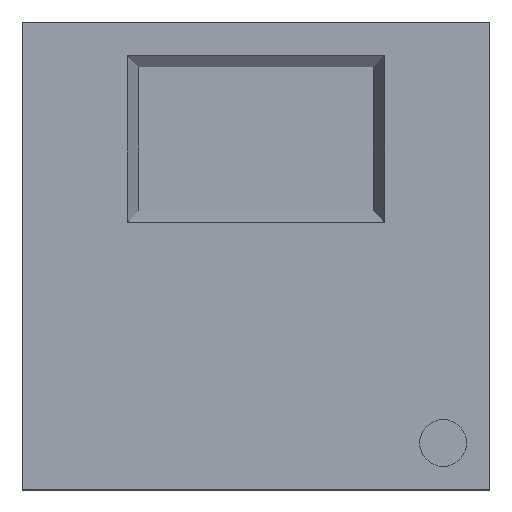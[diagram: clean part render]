
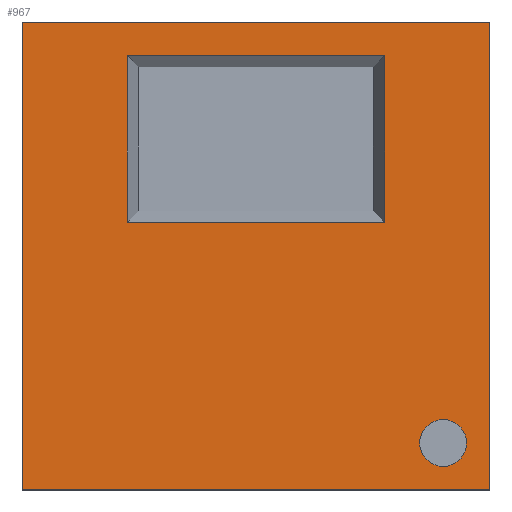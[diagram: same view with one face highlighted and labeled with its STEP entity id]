
A CAD part, top view. The second image highlights one B-rep face of the part: STEP entity #967.
In plain terms, the highlighted planar face has unit normal (0, 0, 1).
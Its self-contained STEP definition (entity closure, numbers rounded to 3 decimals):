
#2 = VECTOR ( 'NONE', #631, 1000. ) ;
#29 = AXIS2_PLACEMENT_3D ( 'NONE', #1199, #464, #1318 ) ;
#46 = LINE ( 'NONE', #312, #1024 ) ;
#106 = DIRECTION ( 'NONE',  ( 0., 0., 1. ) ) ;
#110 = VERTEX_POINT ( 'NONE', #213 ) ;
#131 = ORIENTED_EDGE ( 'NONE', *, *, #820, .T. ) ;
#168 = EDGE_LOOP ( 'NONE', ( #188, #455, #318, #351 ) ) ;
#188 = ORIENTED_EDGE ( 'NONE', *, *, #399, .F. ) ;
#209 = ORIENTED_EDGE ( 'NONE', *, *, #629, .F. ) ;
#212 = CARTESIAN_POINT ( 'NONE',  ( 3., 0., 0.9 ) ) ;
#213 = CARTESIAN_POINT ( 'NONE',  ( 2.325, 2.785, 0.9 ) ) ;
#271 = LINE ( 'NONE', #1540, #962 ) ;
#278 = VECTOR ( 'NONE', #1164, 1000. ) ;
#312 = CARTESIAN_POINT ( 'NONE',  ( 0., 3., 0.9 ) ) ;
#318 = ORIENTED_EDGE ( 'NONE', *, *, #984, .F. ) ;
#340 = EDGE_LOOP ( 'NONE', ( #209, #912 ) ) ;
#350 = LINE ( 'NONE', #712, #2 ) ;
#351 = ORIENTED_EDGE ( 'NONE', *, *, #1088, .F. ) ;
#365 = AXIS2_PLACEMENT_3D ( 'NONE', #510, #106, #1008 ) ;
#367 = CIRCLE ( 'NONE', #29, 0.15 ) ;
#389 = EDGE_CURVE ( 'NONE', #1100, #1297, #768, .T. ) ;
#390 = EDGE_CURVE ( 'NONE', #837, #914, #46, .T. ) ;
#399 = EDGE_CURVE ( 'NONE', #1297, #940, #350, .T. ) ;
#425 = EDGE_LOOP ( 'NONE', ( #825, #771, #131, #1535 ) ) ;
#427 = VERTEX_POINT ( 'NONE', #752 ) ;
#455 = ORIENTED_EDGE ( 'NONE', *, *, #389, .F. ) ;
#464 = DIRECTION ( 'NONE',  ( 0., 0., 1. ) ) ;
#487 = VECTOR ( 'NONE', #1266, 1000. ) ;
#510 = CARTESIAN_POINT ( 'NONE',  ( 2.7, 0.3, 0.9 ) ) ;
#520 = LINE ( 'NONE', #1235, #487 ) ;
#543 = CARTESIAN_POINT ( 'NONE',  ( 2.325, 1.715, 0.9 ) ) ;
#592 = CARTESIAN_POINT ( 'NONE',  ( 2.85, 0.3, 0.9 ) ) ;
#605 = EDGE_CURVE ( 'NONE', #914, #1361, #749, .T. ) ;
#629 = EDGE_CURVE ( 'NONE', #917, #427, #367, .T. ) ;
#631 = DIRECTION ( 'NONE',  ( 1., 0., 0. ) ) ;
#696 = CARTESIAN_POINT ( 'NONE',  ( 0.675, 2.785, 0.9 ) ) ;
#712 = CARTESIAN_POINT ( 'NONE',  ( 0.675, 1.715, 0.9 ) ) ;
#730 = DIRECTION ( 'NONE',  ( 0., 0., -1. ) ) ;
#749 = LINE ( 'NONE', #1312, #1348 ) ;
#752 = CARTESIAN_POINT ( 'NONE',  ( 2.55, 0.3, 0.9 ) ) ;
#768 = LINE ( 'NONE', #850, #1061 ) ;
#771 = ORIENTED_EDGE ( 'NONE', *, *, #1333, .T. ) ;
#772 = CARTESIAN_POINT ( 'NONE',  ( 3., 3., 0.9 ) ) ;
#820 = EDGE_CURVE ( 'NONE', #1052, #837, #1254, .T. ) ;
#825 = ORIENTED_EDGE ( 'NONE', *, *, #605, .T. ) ;
#837 = VERTEX_POINT ( 'NONE', #772 ) ;
#838 = DIRECTION ( 'NONE',  ( -1., 0., 0. ) ) ;
#850 = CARTESIAN_POINT ( 'NONE',  ( 0.675, 2.785, 0.9 ) ) ;
#912 = ORIENTED_EDGE ( 'NONE', *, *, #1203, .F. ) ;
#914 = VERTEX_POINT ( 'NONE', #1058 ) ;
#917 = VERTEX_POINT ( 'NONE', #592 ) ;
#925 = CARTESIAN_POINT ( 'NONE',  ( 0., 0., 0.9 ) ) ;
#940 = VERTEX_POINT ( 'NONE', #543 ) ;
#944 = CARTESIAN_POINT ( 'NONE',  ( 0., 0., 0.9 ) ) ;
#962 = VECTOR ( 'NONE', #1078, 1000. ) ;
#966 = FACE_BOUND ( 'NONE', #340, .T. ) ;
#967 = ADVANCED_FACE ( 'NONE', ( #966, #1541, #1418 ), #1208, .F. ) ;
#981 = CIRCLE ( 'NONE', #365, 0.15 ) ;
#984 = EDGE_CURVE ( 'NONE', #110, #1100, #1271, .T. ) ;
#1008 = DIRECTION ( 'NONE',  ( 1., 0., 0. ) ) ;
#1024 = VECTOR ( 'NONE', #838, 1000. ) ;
#1026 = CARTESIAN_POINT ( 'NONE',  ( 3., 0., 0.9 ) ) ;
#1052 = VERTEX_POINT ( 'NONE', #212 ) ;
#1058 = CARTESIAN_POINT ( 'NONE',  ( 0., 3., 0.9 ) ) ;
#1061 = VECTOR ( 'NONE', #1305, 1000. ) ;
#1078 = DIRECTION ( 'NONE',  ( 0., 1., 0. ) ) ;
#1085 = CARTESIAN_POINT ( 'NONE',  ( 0.675, 2.785, 0.9 ) ) ;
#1088 = EDGE_CURVE ( 'NONE', #940, #110, #271, .T. ) ;
#1100 = VERTEX_POINT ( 'NONE', #696 ) ;
#1128 = CARTESIAN_POINT ( 'NONE',  ( 0.675, 1.715, 0.9 ) ) ;
#1164 = DIRECTION ( 'NONE',  ( -1., 0., 0. ) ) ;
#1188 = DIRECTION ( 'NONE',  ( 0., 1., 0. ) ) ;
#1193 = DIRECTION ( 'NONE',  ( 0., -1., 0. ) ) ;
#1199 = CARTESIAN_POINT ( 'NONE',  ( 2.7, 0.3, 0.9 ) ) ;
#1203 = EDGE_CURVE ( 'NONE', #427, #917, #981, .T. ) ;
#1208 = PLANE ( 'NONE',  #1252 ) ;
#1235 = CARTESIAN_POINT ( 'NONE',  ( 0., 0., 0.9 ) ) ;
#1252 = AXIS2_PLACEMENT_3D ( 'NONE', #925, #730, #1429 ) ;
#1254 = LINE ( 'NONE', #1026, #1558 ) ;
#1266 = DIRECTION ( 'NONE',  ( 1., 0., 0. ) ) ;
#1271 = LINE ( 'NONE', #1085, #278 ) ;
#1297 = VERTEX_POINT ( 'NONE', #1128 ) ;
#1305 = DIRECTION ( 'NONE',  ( 0., -1., 0. ) ) ;
#1312 = CARTESIAN_POINT ( 'NONE',  ( 0., 0., 0.9 ) ) ;
#1318 = DIRECTION ( 'NONE',  ( 1., 0., 0. ) ) ;
#1333 = EDGE_CURVE ( 'NONE', #1361, #1052, #520, .T. ) ;
#1348 = VECTOR ( 'NONE', #1193, 1000. ) ;
#1361 = VERTEX_POINT ( 'NONE', #944 ) ;
#1418 = FACE_OUTER_BOUND ( 'NONE', #425, .T. ) ;
#1429 = DIRECTION ( 'NONE',  ( -1., 0., 0. ) ) ;
#1535 = ORIENTED_EDGE ( 'NONE', *, *, #390, .T. ) ;
#1540 = CARTESIAN_POINT ( 'NONE',  ( 2.325, 2.785, 0.9 ) ) ;
#1541 = FACE_BOUND ( 'NONE', #168, .T. ) ;
#1558 = VECTOR ( 'NONE', #1188, 1000. ) ;
